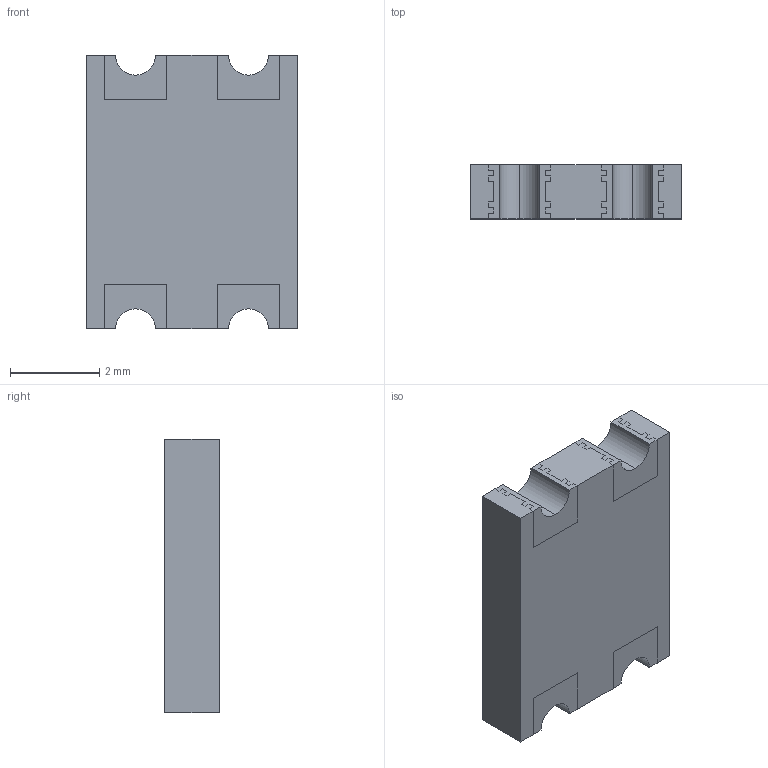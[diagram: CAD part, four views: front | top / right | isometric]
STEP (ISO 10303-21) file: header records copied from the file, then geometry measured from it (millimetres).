
FILE_DESCRIPTION (( 'STEP AP214' ), '1' );
FILE_NAME ('CD-HD2004.STEP', '2025-06-02T07:52:39', ( '' ), ( '' ), 'SwSTEP 2.0', 'SolidWorks 2023', '' );
FILE_SCHEMA (( 'AUTOMOTIVE_DESIGN' ));
Length unit declared in the file: millimetre
Products named in the file (1): CD-HD2004
Bounding box: 4.75 x 1.22 x 6.15 mm (x, y, z)
Volume: 34.1 mm3; surface area: 120.9 mm2
Topology: 5 solids, 5 shells, 266 faces, 762 edges, 508 vertices
Faces by surface type: plane 260, cylinder 6
Entity records: 11503 total; most frequent: CARTESIAN_POINT 1537, ORIENTED_EDGE 1524, DIRECTION 1308, EDGE_CURVE 762, VECTOR 750, LINE 750, VERTEX_POINT 508, AXIS2_PLACEMENT_3D 279
